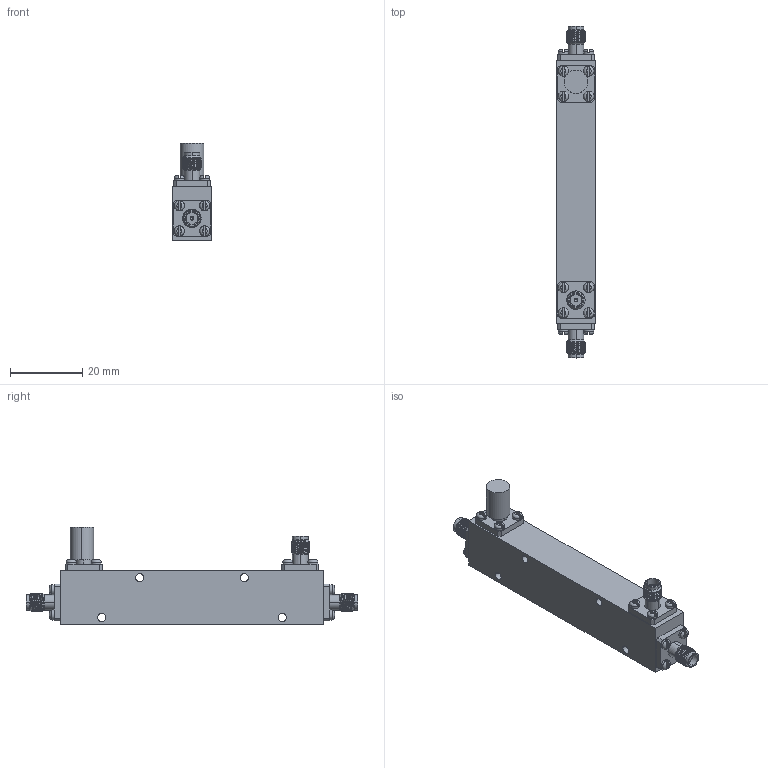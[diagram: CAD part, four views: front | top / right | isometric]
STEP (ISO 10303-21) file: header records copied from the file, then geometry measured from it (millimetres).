
FILE_DESCRIPTION (( 'STEP AP214' ), '1' );
FILE_NAME ('CD-SS-FT1.STEP', '2024-10-29T00:25:50', ( '' ), ( '' ), 'SwSTEP 2.0', 'SolidWorks 2021', '' );
FILE_SCHEMA (( 'AUTOMOTIVE_DESIGN' ));
Length unit declared in the file: millimetre
Products named in the file (1): CD-SS-FT1
Bounding box: 11 x 92 x 27 mm (x, y, z)
Volume: 13144.4 mm3; surface area: 6000.6 mm2
Topology: 1 solids, 17 shells, 460 faces, 1152 edges, 758 vertices
Faces by surface type: cylinder 215, plane 177, torus 32, cone 30, bspline 6
Entity records: 16440 total; most frequent: CARTESIAN_POINT 5546, ORIENTED_EDGE 2292, DIRECTION 2290, EDGE_CURVE 1146, AXIS2_PLACEMENT_3D 909, VERTEX_POINT 758, EDGE_LOOP 506, LINE 472
